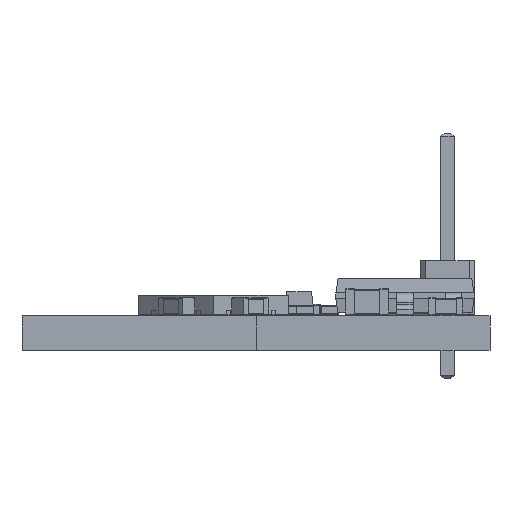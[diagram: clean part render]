
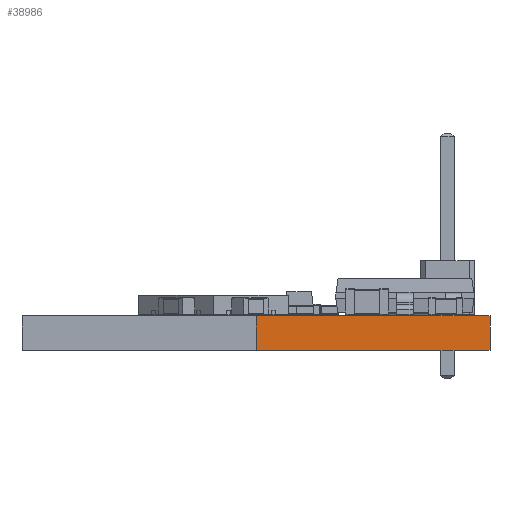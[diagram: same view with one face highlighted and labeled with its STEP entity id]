
A CAD part, front view. The second image highlights one B-rep face of the part: STEP entity #38986.
In plain terms, the highlighted planar face has unit normal (0, -1, 0).
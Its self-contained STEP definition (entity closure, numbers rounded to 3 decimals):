
#38805 = PLANE('',#38806);
#38806 = AXIS2_PLACEMENT_3D('',#38807,#38808,#38809);
#38807 = CARTESIAN_POINT('',(11.,16.,0.));
#38808 = DIRECTION('',(1.,0.,-0.));
#38809 = DIRECTION('',(0.,-1.,0.));
#38830 = VERTEX_POINT('',#38831);
#38831 = CARTESIAN_POINT('',(11.,-16.,1.6));
#38845 = PLANE('',#38846);
#38846 = AXIS2_PLACEMENT_3D('',#38847,#38848,#38849);
#38847 = CARTESIAN_POINT('',(1.766,-1.804,1.6));
#38848 = DIRECTION('',(-0.,-0.,-1.));
#38849 = DIRECTION('',(-1.,0.,0.));
#38857 = EDGE_CURVE('',#38858,#38830,#38860,.T.);
#38858 = VERTEX_POINT('',#38859);
#38859 = CARTESIAN_POINT('',(11.,-16.,0.));
#38860 = SURFACE_CURVE('',#38861,(#38865,#38872),.PCURVE_S1.);
#38861 = LINE('',#38862,#38863);
#38862 = CARTESIAN_POINT('',(11.,-16.,0.));
#38863 = VECTOR('',#38864,1.);
#38864 = DIRECTION('',(0.,0.,1.));
#38865 = PCURVE('',#38805,#38866);
#38866 = DEFINITIONAL_REPRESENTATION('',(#38867),#38871);
#38867 = LINE('',#38868,#38869);
#38868 = CARTESIAN_POINT('',(32.,0.));
#38869 = VECTOR('',#38870,1.);
#38870 = DIRECTION('',(0.,-1.));
#38871 = ( GEOMETRIC_REPRESENTATION_CONTEXT(2) 
PARAMETRIC_REPRESENTATION_CONTEXT() REPRESENTATION_CONTEXT('2D SPACE',''
  ) );
#38872 = PCURVE('',#38873,#38878);
#38873 = PLANE('',#38874);
#38874 = AXIS2_PLACEMENT_3D('',#38875,#38876,#38877);
#38875 = CARTESIAN_POINT('',(11.,-16.,0.));
#38876 = DIRECTION('',(0.,-1.,0.));
#38877 = DIRECTION('',(-1.,0.,0.));
#38878 = DEFINITIONAL_REPRESENTATION('',(#38879),#38883);
#38879 = LINE('',#38880,#38881);
#38880 = CARTESIAN_POINT('',(0.,-0.));
#38881 = VECTOR('',#38882,1.);
#38882 = DIRECTION('',(0.,-1.));
#38883 = ( GEOMETRIC_REPRESENTATION_CONTEXT(2) 
PARAMETRIC_REPRESENTATION_CONTEXT() REPRESENTATION_CONTEXT('2D SPACE',''
  ) );
#38899 = PLANE('',#38900);
#38900 = AXIS2_PLACEMENT_3D('',#38901,#38902,#38903);
#38901 = CARTESIAN_POINT('',(1.766,-1.804,0.));
#38902 = DIRECTION('',(-0.,-0.,-1.));
#38903 = DIRECTION('',(-1.,0.,0.));
#38986 = ADVANCED_FACE('',(#38987),#38873,.T.);
#38987 = FACE_BOUND('',#38988,.T.);
#38988 = EDGE_LOOP('',(#38989,#38990,#39013,#39041));
#38989 = ORIENTED_EDGE('',*,*,#38857,.T.);
#38990 = ORIENTED_EDGE('',*,*,#38991,.T.);
#38991 = EDGE_CURVE('',#38830,#38992,#38994,.T.);
#38992 = VERTEX_POINT('',#38993);
#38993 = CARTESIAN_POINT('',(0.,-16.,1.6));
#38994 = SURFACE_CURVE('',#38995,(#38999,#39006),.PCURVE_S1.);
#38995 = LINE('',#38996,#38997);
#38996 = CARTESIAN_POINT('',(11.,-16.,1.6));
#38997 = VECTOR('',#38998,1.);
#38998 = DIRECTION('',(-1.,0.,0.));
#38999 = PCURVE('',#38873,#39000);
#39000 = DEFINITIONAL_REPRESENTATION('',(#39001),#39005);
#39001 = LINE('',#39002,#39003);
#39002 = CARTESIAN_POINT('',(0.,-1.6));
#39003 = VECTOR('',#39004,1.);
#39004 = DIRECTION('',(1.,0.));
#39005 = ( GEOMETRIC_REPRESENTATION_CONTEXT(2) 
PARAMETRIC_REPRESENTATION_CONTEXT() REPRESENTATION_CONTEXT('2D SPACE',''
  ) );
#39006 = PCURVE('',#38845,#39007);
#39007 = DEFINITIONAL_REPRESENTATION('',(#39008),#39012);
#39008 = LINE('',#39009,#39010);
#39009 = CARTESIAN_POINT('',(-9.234,-14.196));
#39010 = VECTOR('',#39011,1.);
#39011 = DIRECTION('',(1.,0.));
#39012 = ( GEOMETRIC_REPRESENTATION_CONTEXT(2) 
PARAMETRIC_REPRESENTATION_CONTEXT() REPRESENTATION_CONTEXT('2D SPACE',''
  ) );
#39013 = ORIENTED_EDGE('',*,*,#39014,.F.);
#39014 = EDGE_CURVE('',#39015,#38992,#39017,.T.);
#39015 = VERTEX_POINT('',#39016);
#39016 = CARTESIAN_POINT('',(0.,-16.,0.));
#39017 = SURFACE_CURVE('',#39018,(#39022,#39029),.PCURVE_S1.);
#39018 = LINE('',#39019,#39020);
#39019 = CARTESIAN_POINT('',(0.,-16.,0.));
#39020 = VECTOR('',#39021,1.);
#39021 = DIRECTION('',(0.,0.,1.));
#39022 = PCURVE('',#38873,#39023);
#39023 = DEFINITIONAL_REPRESENTATION('',(#39024),#39028);
#39024 = LINE('',#39025,#39026);
#39025 = CARTESIAN_POINT('',(11.,0.));
#39026 = VECTOR('',#39027,1.);
#39027 = DIRECTION('',(0.,-1.));
#39028 = ( GEOMETRIC_REPRESENTATION_CONTEXT(2) 
PARAMETRIC_REPRESENTATION_CONTEXT() REPRESENTATION_CONTEXT('2D SPACE',''
  ) );
#39029 = PCURVE('',#39030,#39035);
#39030 = PLANE('',#39031);
#39031 = AXIS2_PLACEMENT_3D('',#39032,#39033,#39034);
#39032 = CARTESIAN_POINT('',(0.,-16.,0.));
#39033 = DIRECTION('',(0.,-1.,0.));
#39034 = DIRECTION('',(-1.,0.,0.));
#39035 = DEFINITIONAL_REPRESENTATION('',(#39036),#39040);
#39036 = LINE('',#39037,#39038);
#39037 = CARTESIAN_POINT('',(0.,-0.));
#39038 = VECTOR('',#39039,1.);
#39039 = DIRECTION('',(0.,-1.));
#39040 = ( GEOMETRIC_REPRESENTATION_CONTEXT(2) 
PARAMETRIC_REPRESENTATION_CONTEXT() REPRESENTATION_CONTEXT('2D SPACE',''
  ) );
#39041 = ORIENTED_EDGE('',*,*,#39042,.F.);
#39042 = EDGE_CURVE('',#38858,#39015,#39043,.T.);
#39043 = SURFACE_CURVE('',#39044,(#39048,#39055),.PCURVE_S1.);
#39044 = LINE('',#39045,#39046);
#39045 = CARTESIAN_POINT('',(11.,-16.,0.));
#39046 = VECTOR('',#39047,1.);
#39047 = DIRECTION('',(-1.,0.,0.));
#39048 = PCURVE('',#38873,#39049);
#39049 = DEFINITIONAL_REPRESENTATION('',(#39050),#39054);
#39050 = LINE('',#39051,#39052);
#39051 = CARTESIAN_POINT('',(0.,-0.));
#39052 = VECTOR('',#39053,1.);
#39053 = DIRECTION('',(1.,0.));
#39054 = ( GEOMETRIC_REPRESENTATION_CONTEXT(2) 
PARAMETRIC_REPRESENTATION_CONTEXT() REPRESENTATION_CONTEXT('2D SPACE',''
  ) );
#39055 = PCURVE('',#38899,#39056);
#39056 = DEFINITIONAL_REPRESENTATION('',(#39057),#39061);
#39057 = LINE('',#39058,#39059);
#39058 = CARTESIAN_POINT('',(-9.234,-14.196));
#39059 = VECTOR('',#39060,1.);
#39060 = DIRECTION('',(1.,0.));
#39061 = ( GEOMETRIC_REPRESENTATION_CONTEXT(2) 
PARAMETRIC_REPRESENTATION_CONTEXT() REPRESENTATION_CONTEXT('2D SPACE',''
  ) );
